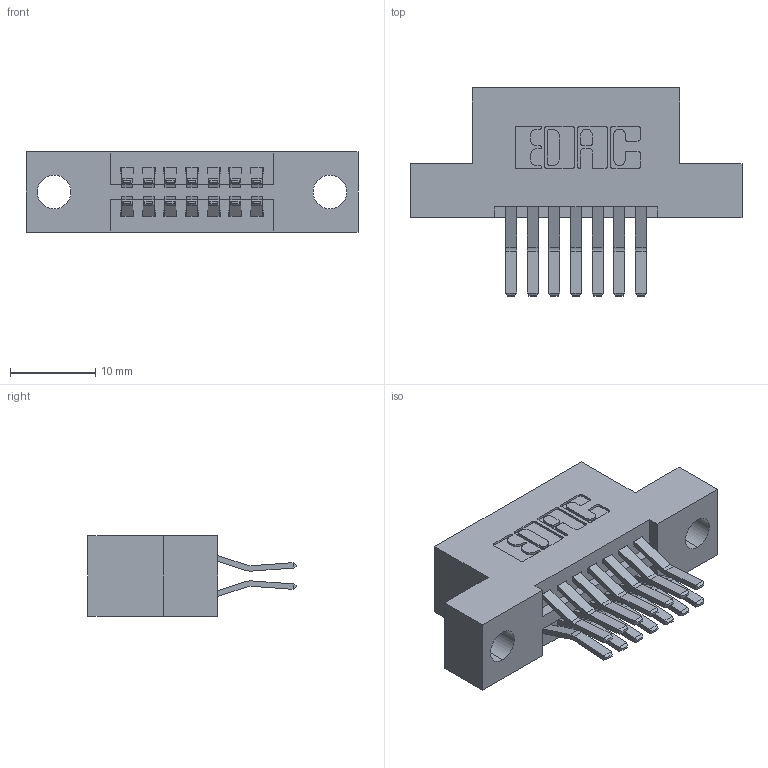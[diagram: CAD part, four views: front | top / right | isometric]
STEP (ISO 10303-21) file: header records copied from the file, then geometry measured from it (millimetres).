
FILE_DESCRIPTION (( 'STEP AP203' ), '1' );
FILE_NAME ('345-014-560-204.STEP', '2021-05-19T16:10:26', ( '' ), ( '' ), 'SwSTEP 2.0', 'SolidWorks 2020', '' );
FILE_SCHEMA (( 'CONFIG_CONTROL_DESIGN' ));
Length unit declared in the file: inch
Products named in the file (3): 345 Part_Flush Mounting Lugs - 0.156 Dia-TI; 345-292-001_560 Tail; 345-014-560-204
Assembly tree (15 placements, depth 2):
  345-014-560-204
    345 Part_Flush Mounting Lugs - 0.156 Dia-TI
    345-292-001_560 Tail  x14
Bounding box: 38.99 x 24.45 x 9.4 mm (x, y, z)
Volume: 3448.4 mm3; surface area: 4507 mm2
Topology: 15 solids, 15 shells, 868 faces, 2547 edges, 1678 vertices
Faces by surface type: plane 556, cylinder 312
Entity records: 10711 total; most frequent: CARTESIAN_POINT 1834, ORIENTED_EDGE 1766, DIRECTION 1663, EDGE_CURVE 883, VECTOR 719, LINE 719, VERTEX_POINT 586, AXIS2_PLACEMENT_3D 472
